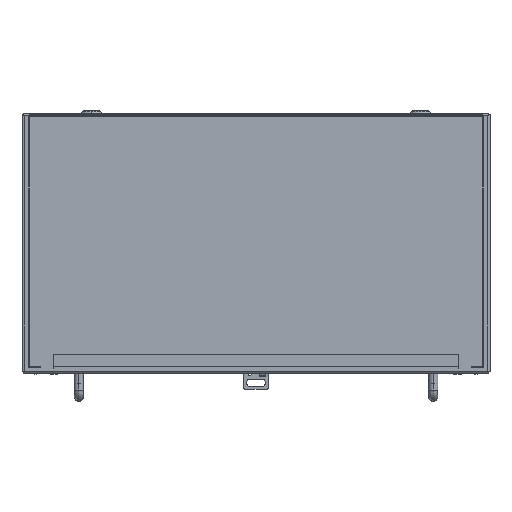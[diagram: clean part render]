
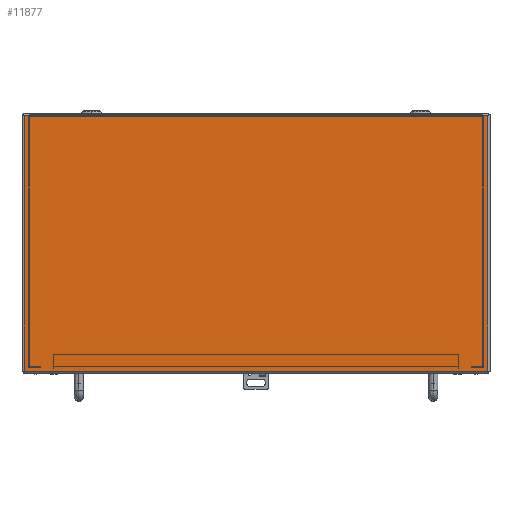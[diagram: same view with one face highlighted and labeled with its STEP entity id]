
A CAD part, top view. The second image highlights one B-rep face of the part: STEP entity #11877.
In plain terms, the highlighted planar face has unit normal (0, 0, 1).
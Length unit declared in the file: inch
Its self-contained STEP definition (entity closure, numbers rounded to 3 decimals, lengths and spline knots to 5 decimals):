
#26 = VECTOR ( 'NONE', #12623, 39.37008 ) ;
#527 = CARTESIAN_POINT ( 'NONE',  ( 9.1585, -10.135, 9.0285 ) ) ;
#1726 = VERTEX_POINT ( 'NONE', #19957 ) ;
#2017 = DIRECTION ( 'NONE',  ( 0., 0., 1. ) ) ;
#2240 = PLANE ( 'NONE',  #12968 ) ;
#2313 = EDGE_CURVE ( 'NONE', #14890, #1726, #5923, .T. ) ;
#2712 = CARTESIAN_POINT ( 'NONE',  ( -9.1585, -0.029, 9.0285 ) ) ;
#4286 = CARTESIAN_POINT ( 'NONE',  ( 9.1585, -0.029, 9.0285 ) ) ;
#5087 = VECTOR ( 'NONE', #12705, 39.37008 ) ;
#5196 = EDGE_CURVE ( 'NONE', #20582, #19048, #21621, .T. ) ;
#5313 = DIRECTION ( 'NONE',  ( -1., 0., 0. ) ) ;
#5563 = DIRECTION ( 'NONE',  ( -1., 0., 0. ) ) ;
#5775 = ORIENTED_EDGE ( 'NONE', *, *, #9969, .F. ) ;
#5848 = EDGE_LOOP ( 'NONE', ( #20219, #5775, #12995, #16288 ) ) ;
#5923 = LINE ( 'NONE', #4286, #26 ) ;
#6013 = LINE ( 'NONE', #2712, #5087 ) ;
#6258 = VECTOR ( 'NONE', #21407, 39.37008 ) ;
#8406 = VECTOR ( 'NONE', #5563, 39.37008 ) ;
#8925 = CARTESIAN_POINT ( 'NONE',  ( 9.1585, -0.029, 9.0285 ) ) ;
#9969 = EDGE_CURVE ( 'NONE', #1726, #20582, #13909, .T. ) ;
#11877 = ADVANCED_FACE ( 'NONE', ( #12205 ), #2240, .T. ) ;
#12205 = FACE_OUTER_BOUND ( 'NONE', #5848, .T. ) ;
#12244 = CARTESIAN_POINT ( 'NONE',  ( -9.1585, -0.029, 9.0285 ) ) ;
#12623 = DIRECTION ( 'NONE',  ( 0., -1., 0. ) ) ;
#12705 = DIRECTION ( 'NONE',  ( 1., 0., 0. ) ) ;
#12968 = AXIS2_PLACEMENT_3D ( 'NONE', #8925, #2017, #5313 ) ;
#12995 = ORIENTED_EDGE ( 'NONE', *, *, #2313, .F. ) ;
#13309 = CARTESIAN_POINT ( 'NONE',  ( -9.1585, -10.135, 9.0285 ) ) ;
#13909 = LINE ( 'NONE', #527, #8406 ) ;
#14198 = CARTESIAN_POINT ( 'NONE',  ( 9.1585, -0.029, 9.0285 ) ) ;
#14890 = VERTEX_POINT ( 'NONE', #14198 ) ;
#16288 = ORIENTED_EDGE ( 'NONE', *, *, #17731, .F. ) ;
#16596 = CARTESIAN_POINT ( 'NONE',  ( -9.1585, -10.135, 9.0285 ) ) ;
#17731 = EDGE_CURVE ( 'NONE', #19048, #14890, #6013, .T. ) ;
#19048 = VERTEX_POINT ( 'NONE', #12244 ) ;
#19957 = CARTESIAN_POINT ( 'NONE',  ( 9.1585, -10.135, 9.0285 ) ) ;
#20219 = ORIENTED_EDGE ( 'NONE', *, *, #5196, .F. ) ;
#20582 = VERTEX_POINT ( 'NONE', #13309 ) ;
#21407 = DIRECTION ( 'NONE',  ( 0., 1., 0. ) ) ;
#21621 = LINE ( 'NONE', #16596, #6258 ) ;
